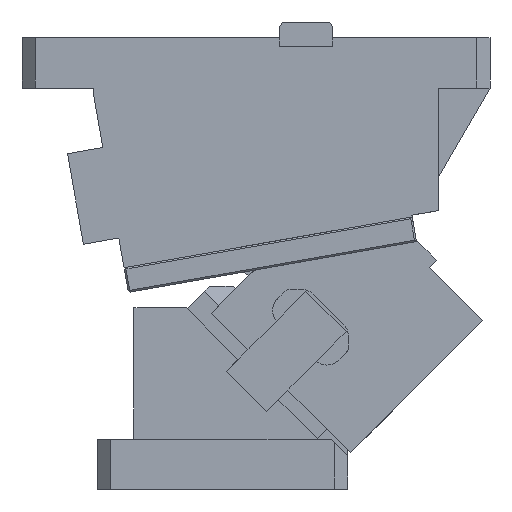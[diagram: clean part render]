
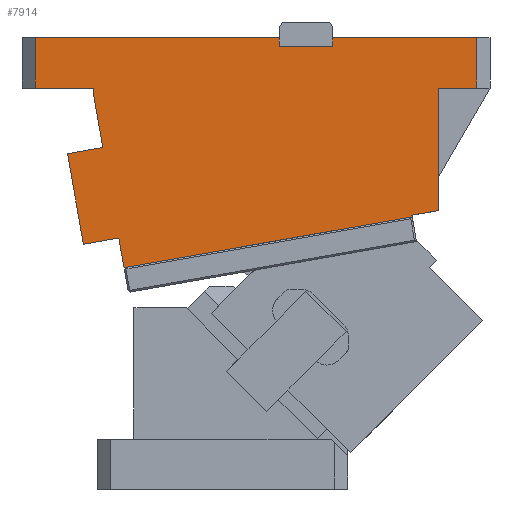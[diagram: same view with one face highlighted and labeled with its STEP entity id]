
A CAD part, front view. The second image highlights one B-rep face of the part: STEP entity #7914.
In plain terms, the highlighted planar face has unit normal (0, -1, 0).
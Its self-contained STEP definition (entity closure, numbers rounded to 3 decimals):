
#6914=CARTESIAN_POINT('Line Origine',(-7.203,0.,202.556)) ;
#6918=CARTESIAN_POINT('Vertex',(-17.789,0.,200.689)) ;
#6920=CARTESIAN_POINT('Vertex',(3.384,0.,204.423)) ;
#6988=CARTESIAN_POINT('Vertex',(-8.239,0.,146.525)) ;
#6991=CARTESIAN_POINT('Line Origine',(-13.014,0.,173.607)) ;
#7033=CARTESIAN_POINT('Vertex',(12.935,0.,150.258)) ;
#7036=CARTESIAN_POINT('Line Origine',(2.348,0.,148.391)) ;
#7510=CARTESIAN_POINT('Vertex',(141.,0.,270.)) ;
#7513=CARTESIAN_POINT('Line Origine',(184.036,0.,270.)) ;
#7517=CARTESIAN_POINT('Vertex',(227.071,0.,270.)) ;
#7687=CARTESIAN_POINT('Vertex',(141.,0.,265.)) ;
#7690=CARTESIAN_POINT('Line Origine',(141.,0.,267.5)) ;
#7774=CARTESIAN_POINT('Vertex',(109.,0.,270.)) ;
#7777=CARTESIAN_POINT('Line Origine',(109.,0.,267.5)) ;
#7781=CARTESIAN_POINT('Vertex',(109.,0.,265.)) ;
#7796=CARTESIAN_POINT('Line Origine',(125.,0.,265.)) ;
#7808=CARTESIAN_POINT('Axis2P3D Location',(26.206,0.,190.169)) ;
#7813=CARTESIAN_POINT('Line Origine',(35.964,0.,270.)) ;
#7817=CARTESIAN_POINT('Vertex',(-37.071,0.,270.)) ;
#7820=CARTESIAN_POINT('Line Origine',(-37.071,0.,255.)) ;
#7824=CARTESIAN_POINT('Vertex',(-37.071,0.,240.)) ;
#7827=CARTESIAN_POINT('Line Origine',(-19.536,0.,240.)) ;
#7831=CARTESIAN_POINT('Vertex',(-2.,0.,240.)) ;
#7834=CARTESIAN_POINT('Line Origine',(-2.,0.,237.478)) ;
#7838=CARTESIAN_POINT('Vertex',(-2.,0.,234.956)) ;
#7841=CARTESIAN_POINT('Line Origine',(0.692,0.,219.689)) ;
#7846=CARTESIAN_POINT('Line Origine',(14.497,0.,141.395)) ;
#7850=CARTESIAN_POINT('Vertex',(16.06,0.,132.532)) ;
#7853=CARTESIAN_POINT('Line Origine',(102.231,0.,147.726)) ;
#7857=CARTESIAN_POINT('Vertex',(188.402,0.,162.92)) ;
#7860=CARTESIAN_POINT('Line Origine',(188.315,0.,163.412)) ;
#7864=CARTESIAN_POINT('Vertex',(188.228,0.,163.905)) ;
#7867=CARTESIAN_POINT('Line Origine',(196.114,0.,165.295)) ;
#7871=CARTESIAN_POINT('Vertex',(204.,0.,166.686)) ;
#7874=CARTESIAN_POINT('Line Origine',(204.,0.,203.343)) ;
#7878=CARTESIAN_POINT('Vertex',(204.,0.,240.)) ;
#7881=CARTESIAN_POINT('Line Origine',(215.536,0.,240.)) ;
#7885=CARTESIAN_POINT('Vertex',(227.071,0.,240.)) ;
#7888=CARTESIAN_POINT('Line Origine',(227.071,0.,255.)) ;
#6915=DIRECTION('Vector Direction',(0.985,0.,0.174)) ;
#6992=DIRECTION('Vector Direction',(-0.174,0.,0.985)) ;
#7037=DIRECTION('Vector Direction',(-0.985,0.,-0.174)) ;
#7514=DIRECTION('Vector Direction',(-1.,0.,0.)) ;
#7691=DIRECTION('Vector Direction',(0.,0.,-1.)) ;
#7778=DIRECTION('Vector Direction',(0.,0.,1.)) ;
#7797=DIRECTION('Vector Direction',(-1.,0.,0.)) ;
#7809=DIRECTION('Axis2P3D Direction',(0.,-1.,0.)) ;
#7810=DIRECTION('Axis2P3D XDirection',(0.174,0.,-0.985)) ;
#7814=DIRECTION('Vector Direction',(1.,0.,0.)) ;
#7821=DIRECTION('Vector Direction',(0.,0.,1.)) ;
#7828=DIRECTION('Vector Direction',(-1.,0.,0.)) ;
#7835=DIRECTION('Vector Direction',(0.,0.,-1.)) ;
#7842=DIRECTION('Vector Direction',(0.174,0.,-0.985)) ;
#7847=DIRECTION('Vector Direction',(0.174,0.,-0.985)) ;
#7854=DIRECTION('Vector Direction',(-0.985,0.,-0.174)) ;
#7861=DIRECTION('Vector Direction',(0.174,0.,-0.985)) ;
#7868=DIRECTION('Vector Direction',(0.985,0.,0.174)) ;
#7875=DIRECTION('Vector Direction',(0.,0.,-1.)) ;
#7882=DIRECTION('Vector Direction',(-1.,0.,0.)) ;
#7889=DIRECTION('Vector Direction',(0.,0.,-1.)) ;
#7811=AXIS2_PLACEMENT_3D('Plane Axis2P3D',#7808,#7809,#7810) ;
#7894=ORIENTED_EDGE('',*,*,#7783,.T.) ;
#7895=ORIENTED_EDGE('',*,*,#7819,.F.) ;
#7896=ORIENTED_EDGE('',*,*,#7826,.T.) ;
#7897=ORIENTED_EDGE('',*,*,#7833,.F.) ;
#7898=ORIENTED_EDGE('',*,*,#7840,.T.) ;
#7899=ORIENTED_EDGE('',*,*,#7845,.T.) ;
#7900=ORIENTED_EDGE('',*,*,#6922,.F.) ;
#7901=ORIENTED_EDGE('',*,*,#6995,.F.) ;
#7902=ORIENTED_EDGE('',*,*,#7040,.F.) ;
#7903=ORIENTED_EDGE('',*,*,#7852,.T.) ;
#7904=ORIENTED_EDGE('',*,*,#7859,.F.) ;
#7905=ORIENTED_EDGE('',*,*,#7866,.F.) ;
#7906=ORIENTED_EDGE('',*,*,#7873,.T.) ;
#7907=ORIENTED_EDGE('',*,*,#7880,.F.) ;
#7908=ORIENTED_EDGE('',*,*,#7887,.F.) ;
#7909=ORIENTED_EDGE('',*,*,#7892,.F.) ;
#7910=ORIENTED_EDGE('',*,*,#7519,.T.) ;
#7911=ORIENTED_EDGE('',*,*,#7694,.T.) ;
#7912=ORIENTED_EDGE('',*,*,#7800,.T.) ;
#6916=VECTOR('Line Direction',#6915,1.) ;
#6993=VECTOR('Line Direction',#6992,1.) ;
#7038=VECTOR('Line Direction',#7037,1.) ;
#7515=VECTOR('Line Direction',#7514,1.) ;
#7692=VECTOR('Line Direction',#7691,1.) ;
#7779=VECTOR('Line Direction',#7778,1.) ;
#7798=VECTOR('Line Direction',#7797,1.) ;
#7815=VECTOR('Line Direction',#7814,1.) ;
#7822=VECTOR('Line Direction',#7821,1.) ;
#7829=VECTOR('Line Direction',#7828,1.) ;
#7836=VECTOR('Line Direction',#7835,1.) ;
#7843=VECTOR('Line Direction',#7842,1.) ;
#7848=VECTOR('Line Direction',#7847,1.) ;
#7855=VECTOR('Line Direction',#7854,1.) ;
#7862=VECTOR('Line Direction',#7861,1.) ;
#7869=VECTOR('Line Direction',#7868,1.) ;
#7876=VECTOR('Line Direction',#7875,1.) ;
#7883=VECTOR('Line Direction',#7882,1.) ;
#7890=VECTOR('Line Direction',#7889,1.) ;
#7914=ADVANCED_FACE('CAM HOLDER',(#7913),#7812,.T.) ;
#6922=EDGE_CURVE('',#6919,#6921,#6917,.T.) ;
#6995=EDGE_CURVE('',#6989,#6919,#6994,.T.) ;
#7040=EDGE_CURVE('',#7034,#6989,#7039,.T.) ;
#7519=EDGE_CURVE('',#7518,#7511,#7516,.T.) ;
#7694=EDGE_CURVE('',#7511,#7688,#7693,.T.) ;
#7783=EDGE_CURVE('',#7782,#7775,#7780,.T.) ;
#7800=EDGE_CURVE('',#7688,#7782,#7799,.T.) ;
#7819=EDGE_CURVE('',#7818,#7775,#7816,.T.) ;
#7826=EDGE_CURVE('',#7818,#7825,#7823,.F.) ;
#7833=EDGE_CURVE('',#7832,#7825,#7830,.T.) ;
#7840=EDGE_CURVE('',#7832,#7839,#7837,.T.) ;
#7845=EDGE_CURVE('',#7839,#6921,#7844,.T.) ;
#7852=EDGE_CURVE('',#7034,#7851,#7849,.T.) ;
#7859=EDGE_CURVE('',#7858,#7851,#7856,.T.) ;
#7866=EDGE_CURVE('',#7865,#7858,#7863,.T.) ;
#7873=EDGE_CURVE('',#7865,#7872,#7870,.T.) ;
#7880=EDGE_CURVE('',#7879,#7872,#7877,.T.) ;
#7887=EDGE_CURVE('',#7886,#7879,#7884,.T.) ;
#7892=EDGE_CURVE('',#7518,#7886,#7891,.T.) ;
#7893=EDGE_LOOP('',(#7894,#7895,#7896,#7897,#7898,#7899,#7900,#7901,#7902,#7903,#7904,#7905,#7906,#7907,#7908,#7909,#7910,#7911,#7912)) ;
#7913=FACE_OUTER_BOUND('',#7893,.T.) ;
#6917=LINE('Line',#6914,#6916) ;
#6994=LINE('Line',#6991,#6993) ;
#7039=LINE('Line',#7036,#7038) ;
#7516=LINE('Line',#7513,#7515) ;
#7693=LINE('Line',#7690,#7692) ;
#7780=LINE('Line',#7777,#7779) ;
#7799=LINE('Line',#7796,#7798) ;
#7816=LINE('Line',#7813,#7815) ;
#7823=LINE('Line',#7820,#7822) ;
#7830=LINE('Line',#7827,#7829) ;
#7837=LINE('Line',#7834,#7836) ;
#7844=LINE('Line',#7841,#7843) ;
#7849=LINE('Line',#7846,#7848) ;
#7856=LINE('Line',#7853,#7855) ;
#7863=LINE('Line',#7860,#7862) ;
#7870=LINE('Line',#7867,#7869) ;
#7877=LINE('Line',#7874,#7876) ;
#7884=LINE('Line',#7881,#7883) ;
#7891=LINE('Line',#7888,#7890) ;
#7812=PLANE('Plane',#7811) ;
#6919=VERTEX_POINT('',#6918) ;
#6921=VERTEX_POINT('',#6920) ;
#6989=VERTEX_POINT('',#6988) ;
#7034=VERTEX_POINT('',#7033) ;
#7511=VERTEX_POINT('',#7510) ;
#7518=VERTEX_POINT('',#7517) ;
#7688=VERTEX_POINT('',#7687) ;
#7775=VERTEX_POINT('',#7774) ;
#7782=VERTEX_POINT('',#7781) ;
#7818=VERTEX_POINT('',#7817) ;
#7825=VERTEX_POINT('',#7824) ;
#7832=VERTEX_POINT('',#7831) ;
#7839=VERTEX_POINT('',#7838) ;
#7851=VERTEX_POINT('',#7850) ;
#7858=VERTEX_POINT('',#7857) ;
#7865=VERTEX_POINT('',#7864) ;
#7872=VERTEX_POINT('',#7871) ;
#7879=VERTEX_POINT('',#7878) ;
#7886=VERTEX_POINT('',#7885) ;
